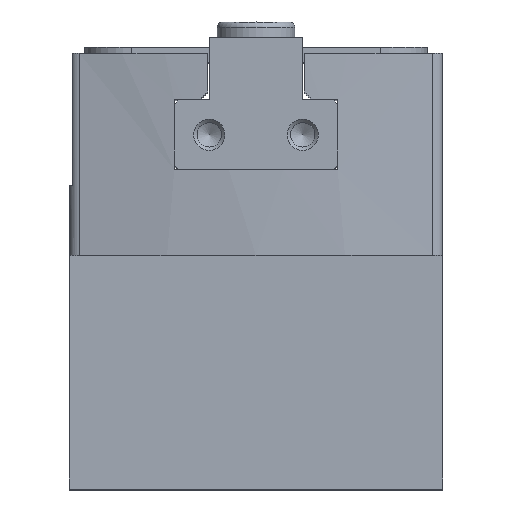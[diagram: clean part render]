
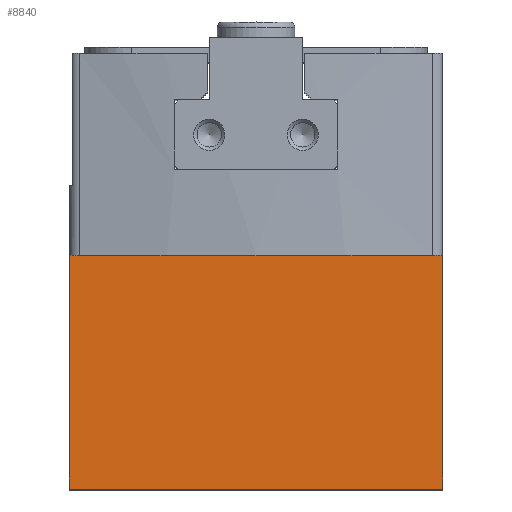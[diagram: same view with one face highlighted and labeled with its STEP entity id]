
A CAD part, top view. The second image highlights one B-rep face of the part: STEP entity #8840.
In plain terms, the highlighted planar face has unit normal (0, 0, 1).
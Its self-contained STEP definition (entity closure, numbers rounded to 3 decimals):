
#1159=ORIENTED_EDGE('',*,*,#2757,.T.);
#1160=ORIENTED_EDGE('',*,*,#2748,.F.);
#1161=ORIENTED_EDGE('',*,*,#2825,.F.);
#1162=ORIENTED_EDGE('',*,*,#2561,.T.);
#2561=EDGE_CURVE('',#3402,#3401,#3931,.T.);
#2748=EDGE_CURVE('',#3551,#3552,#4055,.T.);
#2757=EDGE_CURVE('',#3401,#3552,#4057,.T.);
#2825=EDGE_CURVE('',#3402,#3551,#4091,.T.);
#3401=VERTEX_POINT('',#12403);
#3402=VERTEX_POINT('',#12405);
#3551=VERTEX_POINT('',#12853);
#3552=VERTEX_POINT('',#12855);
#3931=LINE('',#12404,#4409);
#4055=LINE('',#12854,#4533);
#4057=LINE('',#12870,#4535);
#4091=LINE('',#13002,#4569);
#4409=VECTOR('',#10188,1000.);
#4533=VECTOR('',#10488,1000.);
#4535=VECTOR('',#10506,1000.);
#4569=VECTOR('',#10626,1000.);
#5009=EDGE_LOOP('',(#1159,#1160,#1161,#1162));
#5581=FACE_BOUND('',#5009,.T.);
#6065=PLANE('',#9431);
#8840=ADVANCED_FACE('',(#5581),#6065,.F.);
#9431=AXIS2_PLACEMENT_3D('',#13001,#10624,#10625);
#10188=DIRECTION('',(0.,-1.,0.));
#10488=DIRECTION('',(0.,-1.,0.));
#10506=DIRECTION('',(1.,0.,0.));
#10624=DIRECTION('',(0.,0.,-1.));
#10625=DIRECTION('',(-1.,0.,0.));
#10626=DIRECTION('',(1.,0.,0.));
#12403=CARTESIAN_POINT('',(-12.,0.,18.));
#12404=CARTESIAN_POINT('',(-12.,15.,18.));
#12405=CARTESIAN_POINT('',(-12.,15.,18.));
#12853=CARTESIAN_POINT('',(12.,15.,18.));
#12854=CARTESIAN_POINT('',(12.,15.,18.));
#12855=CARTESIAN_POINT('',(12.,0.,18.));
#12870=CARTESIAN_POINT('',(-12.,0.,18.));
#13001=CARTESIAN_POINT('',(-12.,15.,18.));
#13002=CARTESIAN_POINT('',(-12.,15.,18.));
